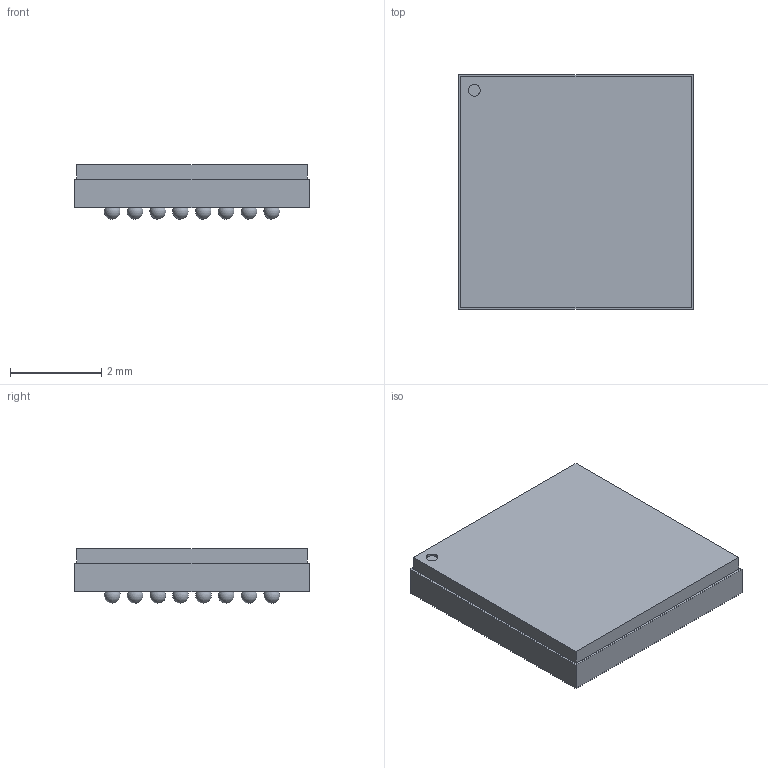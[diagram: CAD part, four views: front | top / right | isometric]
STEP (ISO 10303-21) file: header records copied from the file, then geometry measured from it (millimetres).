
FILE_DESCRIPTION(/* description */ (''),/* implementation_level */ '2;1');
FILE_NAME(/* name */ 'STM32F030F4 v3.step',/* time_stamp */ '2021-03-21T14:23:27+07:00',/* author */ (''),/* organization */ (''),/* preprocessor_version */ 'ST-DEVELOPER v18.1',/* originating_system */ 'Autodesk Translation Framework v9.10.0.1330',/* authorisation */ '');
FILE_SCHEMA (('AUTOMOTIVE_DESIGN { 1 0 10303 214 3 1 1 }'));
Length unit declared in the file: millimetre
Products named in the file (3): STM32F030F4; PCB Component; BGA64C50P8X8_497X500X120N
Assembly tree (2 placements, depth 3):
  STM32F030F4
    PCB Component
      BGA64C50P8X8_497X500X120N
Bounding box: 5.15 x 5.15 x 1.2 mm (x, y, z)
Volume: 26 mm3; surface area: 85.1 mm2
Topology: 1 solids, 1 shells, 77 faces, 219 edges, 146 vertices
Faces by surface type: sphere 64, plane 12, cylinder 1
Full cylindrical faces by diameter (mm): 0.258 x1
Entity records: 2471 total; most frequent: DIRECTION 449, CARTESIAN_POINT 383, ORIENTED_EDGE 310, AXIS2_PLACEMENT_3D 212, EDGE_CURVE 155, VERTEX_POINT 146, EDGE_LOOP 143, CIRCLE 130
